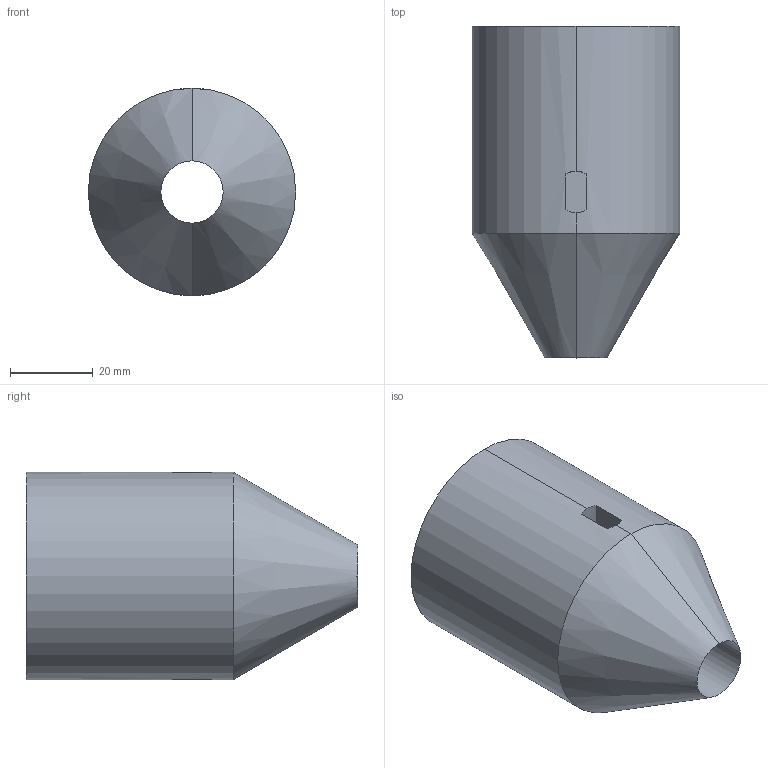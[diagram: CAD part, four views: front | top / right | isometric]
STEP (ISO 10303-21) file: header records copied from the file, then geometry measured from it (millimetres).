
FILE_DESCRIPTION(('produced by SPATIAL CORP'),'2;1');
FILE_NAME('scanner.hh.sat.stp', '2002-04-12T11:54:41+00:00',('SPATIAL CORP'),('SPATIAL CORP'), 'ACIS STEP Husk','http://www.spatial.com','SPATIAL CORP');
FILE_SCHEMA(('CONFIG_CONTROL_DESIGN'));
Length unit declared in the file: millimetre
Products named in the file (1): PRODUCT_ID_1
Bounding box: 50 x 80 x 50 mm (x, y, z)
Volume: 110377.4 mm3; surface area: 17507.2 mm2
Topology: 1 solids, 1 shells, 17 faces, 46 edges, 30 vertices
Faces by surface type: cylinder 8, plane 7, cone 2
Entity records: 602 total; most frequent: CARTESIAN_POINT 136, ORIENTED_EDGE 92, DIRECTION 60, EDGE_CURVE 46, VERTEX_POINT 30, VECTOR 24, LINE 24, AXIS2_PLACEMENT_3D 18
